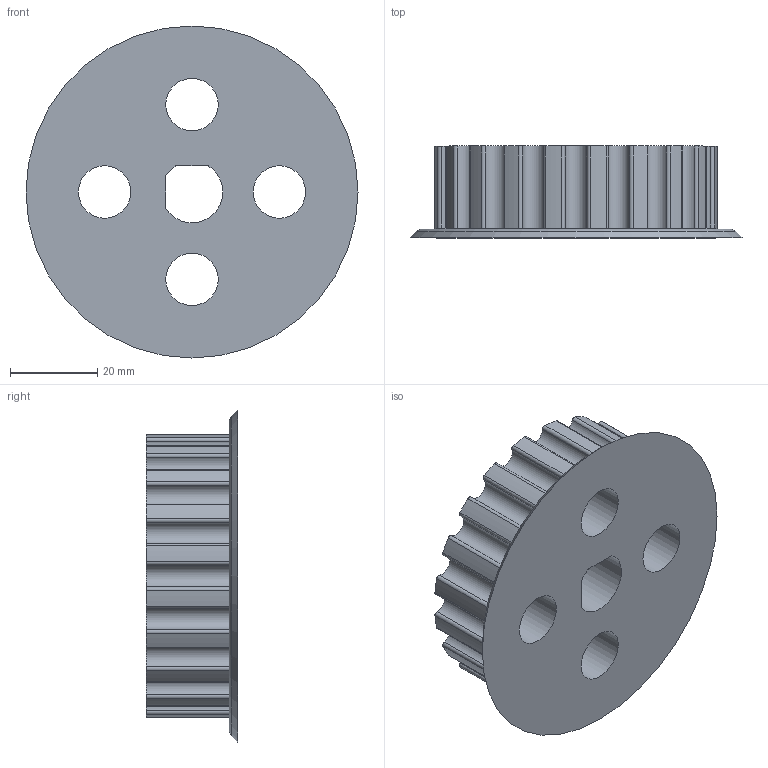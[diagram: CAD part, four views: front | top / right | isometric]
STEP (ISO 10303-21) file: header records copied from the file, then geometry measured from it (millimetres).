
FILE_DESCRIPTION(/* description */ (''),/* implementation_level */ '2;1');
FILE_NAME(/* name */ 'MuftaForRemenSmall.stp',/* time_stamp */ '2023-12-01T23:21:12+05:00',/* author */ ('KirikDK'),/* organization */ (''),/* preprocessor_version */ 'ST-DEVELOPER v19.2',/* originating_system */ 'Autodesk Inventor 2024',/* authorisation */ '');
FILE_SCHEMA (('AUTOMOTIVE_DESIGN { 1 0 10303 214 3 1 1 }'));
Length unit declared in the file: millimetre
Products named in the file (1): MuftaForRemenSmall
Bounding box: 76 x 21 x 76 mm (x, y, z)
Volume: 53595.8 mm3; surface area: 17423.4 mm2
Topology: 1 solids, 1 shells, 95 faces, 276 edges, 185 vertices
Faces by surface type: cylinder 88, plane 5, torus 1, cone 1
Full cylindrical faces by diameter (mm): 12 x4
Entity records: 3325 total; most frequent: DIRECTION 649, CARTESIAN_POINT 557, ORIENTED_EDGE 552, AXIS2_PLACEMENT_3D 277, EDGE_CURVE 276, VERTEX_POINT 184, CIRCLE 181, EDGE_LOOP 106
